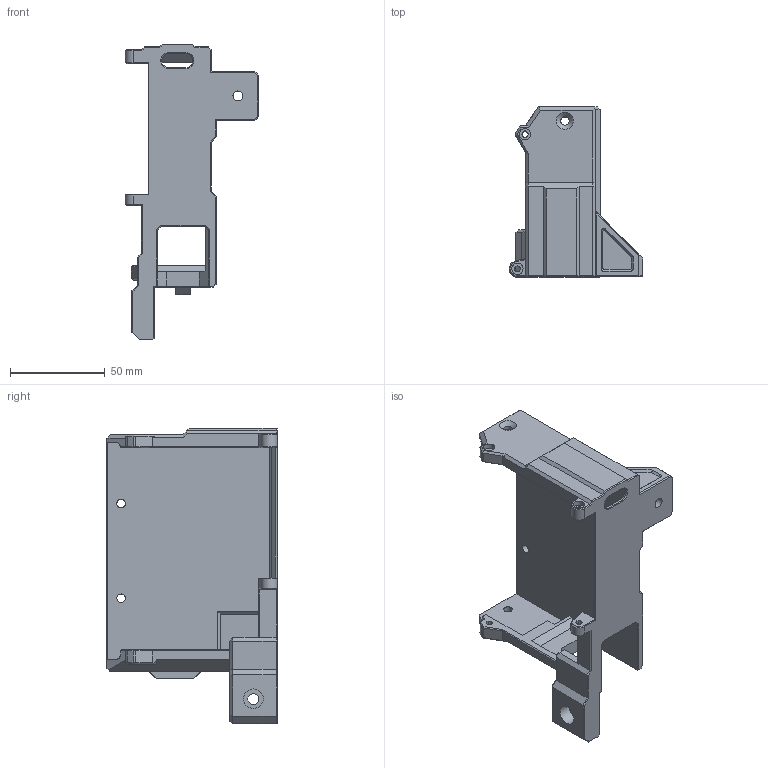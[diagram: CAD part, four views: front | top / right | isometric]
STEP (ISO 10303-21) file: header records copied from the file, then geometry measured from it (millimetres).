
FILE_DESCRIPTION(/* description */ (''),/* implementation_level */ '2;1');
FILE_NAME(/* name */ 'lrs350_24v_box.step',/* time_stamp */ '2020-10-05T14:39:22+07:00',/* author */ (''),/* organization */ (''),/* preprocessor_version */ 'ST-DEVELOPER v18.1',/* originating_system */ 'Autodesk Translation Framework v9.3.0.1241',/* authorisation */ '');
FILE_SCHEMA (('AUTOMOTIVE_DESIGN { 1 0 10303 214 3 1 1 }'));
Length unit declared in the file: millimetre
Products named in the file (1): Power_Box
Bounding box: 70.5 x 90 x 156.5 mm (x, y, z)
Volume: 101914.8 mm3; surface area: 50372.8 mm2
Topology: 1 solids, 1 shells, 334 faces, 834 edges, 508 vertices
Faces by surface type: plane 273, cone 29, cylinder 26, bspline 6
Full cylindrical faces by diameter (mm): 4.5 x4, 5.2 x1, 6 x4, 10.4 x1, 11 x1
Entity records: 9724 total; most frequent: CARTESIAN_POINT 1700, ORIENTED_EDGE 1668, DIRECTION 1581, EDGE_CURVE 834, LINE 741, VECTOR 741, VERTEX_POINT 508, AXIS2_PLACEMENT_3D 420
